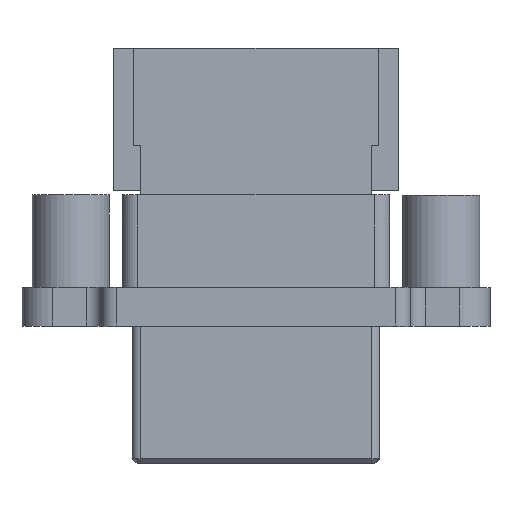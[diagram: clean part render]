
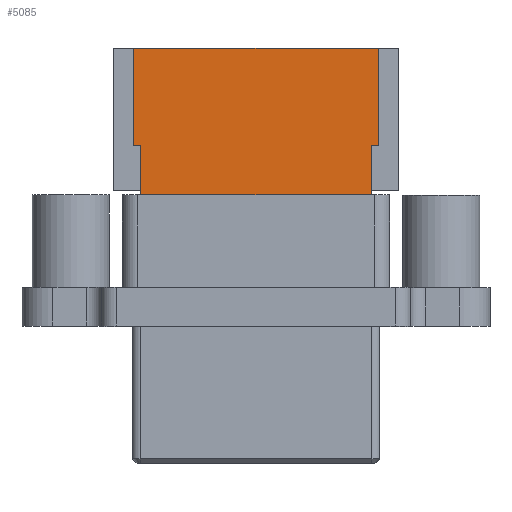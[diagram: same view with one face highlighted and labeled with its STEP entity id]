
A CAD part, top view. The second image highlights one B-rep face of the part: STEP entity #5085.
In plain terms, the highlighted planar face has unit normal (0, 0, 1).
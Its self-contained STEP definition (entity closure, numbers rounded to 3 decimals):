
#4817 = VERTEX_POINT('',#4818);
#4818 = CARTESIAN_POINT('',(-7.95,11.7,14.2));
#4824 = EDGE_CURVE('',#4825,#4817,#4827,.T.);
#4825 = VERTEX_POINT('',#4826);
#4826 = CARTESIAN_POINT('',(-7.45,11.7,14.2));
#4827 = LINE('',#4828,#4829);
#4828 = CARTESIAN_POINT('',(-7.45,11.7,14.2));
#4829 = VECTOR('',#4830,1.);
#4830 = DIRECTION('',(-1.,0.,0.));
#4846 = EDGE_CURVE('',#4847,#4817,#4849,.T.);
#4847 = VERTEX_POINT('',#4848);
#4848 = CARTESIAN_POINT('',(-7.95,18.,14.2));
#4849 = LINE('',#4850,#4851);
#4850 = CARTESIAN_POINT('',(-7.95,18.,14.2));
#4851 = VECTOR('',#4852,1.);
#4852 = DIRECTION('',(0.,-1.,0.));
#4904 = EDGE_CURVE('',#4905,#4907,#4909,.T.);
#4905 = VERTEX_POINT('',#4906);
#4906 = CARTESIAN_POINT('',(-7.45,18.,14.2));
#4907 = VERTEX_POINT('',#4908);
#4908 = CARTESIAN_POINT('',(7.45,18.,14.2));
#4909 = LINE('',#4910,#4911);
#4910 = CARTESIAN_POINT('',(-7.45,18.,14.2));
#4911 = VECTOR('',#4912,1.);
#4912 = DIRECTION('',(1.,0.,0.));
#4914 = EDGE_CURVE('',#4905,#4847,#4915,.T.);
#4915 = LINE('',#4916,#4917);
#4916 = CARTESIAN_POINT('',(-7.45,18.,14.2));
#4917 = VECTOR('',#4918,1.);
#4918 = DIRECTION('',(-1.,0.,0.));
#4955 = VERTEX_POINT('',#4956);
#4956 = CARTESIAN_POINT('',(7.95,18.,14.2));
#4962 = EDGE_CURVE('',#4907,#4955,#4963,.T.);
#4963 = LINE('',#4964,#4965);
#4964 = CARTESIAN_POINT('',(7.45,18.,14.2));
#4965 = VECTOR('',#4966,1.);
#4966 = DIRECTION('',(1.,0.,0.));
#5066 = VERTEX_POINT('',#5067);
#5067 = CARTESIAN_POINT('',(-7.45,5.6,14.2));
#5073 = EDGE_CURVE('',#4825,#5066,#5074,.T.);
#5074 = LINE('',#5075,#5076);
#5075 = CARTESIAN_POINT('',(-7.45,18.,14.2));
#5076 = VECTOR('',#5077,1.);
#5077 = DIRECTION('',(0.,-1.,0.));
#5085 = ADVANCED_FACE('',(#5086),#5124,.T.);
#5086 = FACE_BOUND('',#5087,.T.);
#5087 = EDGE_LOOP('',(#5088,#5089,#5090,#5091,#5092,#5093,#5101,#5109,
    #5117,#5123));
#5088 = ORIENTED_EDGE('',*,*,#4904,.F.);
#5089 = ORIENTED_EDGE('',*,*,#4914,.T.);
#5090 = ORIENTED_EDGE('',*,*,#4846,.T.);
#5091 = ORIENTED_EDGE('',*,*,#4824,.F.);
#5092 = ORIENTED_EDGE('',*,*,#5073,.T.);
#5093 = ORIENTED_EDGE('',*,*,#5094,.T.);
#5094 = EDGE_CURVE('',#5066,#5095,#5097,.T.);
#5095 = VERTEX_POINT('',#5096);
#5096 = CARTESIAN_POINT('',(7.45,5.6,14.2));
#5097 = LINE('',#5098,#5099);
#5098 = CARTESIAN_POINT('',(-7.45,5.6,14.2));
#5099 = VECTOR('',#5100,1.);
#5100 = DIRECTION('',(1.,0.,0.));
#5101 = ORIENTED_EDGE('',*,*,#5102,.F.);
#5102 = EDGE_CURVE('',#5103,#5095,#5105,.T.);
#5103 = VERTEX_POINT('',#5104);
#5104 = CARTESIAN_POINT('',(7.45,11.7,14.2));
#5105 = LINE('',#5106,#5107);
#5106 = CARTESIAN_POINT('',(7.45,18.,14.2));
#5107 = VECTOR('',#5108,1.);
#5108 = DIRECTION('',(0.,-1.,0.));
#5109 = ORIENTED_EDGE('',*,*,#5110,.T.);
#5110 = EDGE_CURVE('',#5103,#5111,#5113,.T.);
#5111 = VERTEX_POINT('',#5112);
#5112 = CARTESIAN_POINT('',(7.95,11.7,14.2));
#5113 = LINE('',#5114,#5115);
#5114 = CARTESIAN_POINT('',(7.45,11.7,14.2));
#5115 = VECTOR('',#5116,1.);
#5116 = DIRECTION('',(1.,0.,0.));
#5117 = ORIENTED_EDGE('',*,*,#5118,.F.);
#5118 = EDGE_CURVE('',#4955,#5111,#5119,.T.);
#5119 = LINE('',#5120,#5121);
#5120 = CARTESIAN_POINT('',(7.95,18.,14.2));
#5121 = VECTOR('',#5122,1.);
#5122 = DIRECTION('',(0.,-1.,0.));
#5123 = ORIENTED_EDGE('',*,*,#4962,.F.);
#5124 = PLANE('',#5125);
#5125 = AXIS2_PLACEMENT_3D('',#5126,#5127,#5128);
#5126 = CARTESIAN_POINT('',(-7.45,18.,14.2));
#5127 = DIRECTION('',(0.,0.,1.));
#5128 = DIRECTION('',(0.,-1.,0.));
